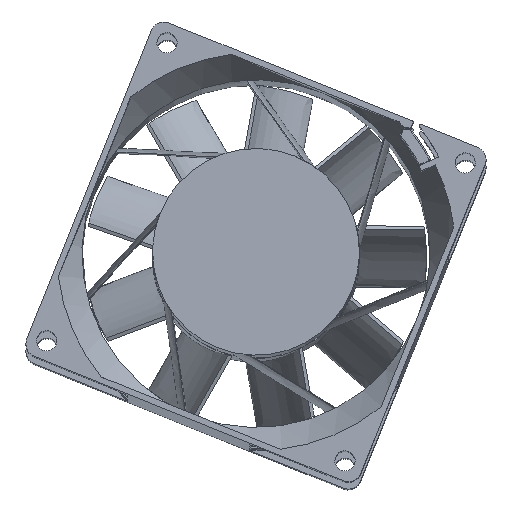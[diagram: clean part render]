
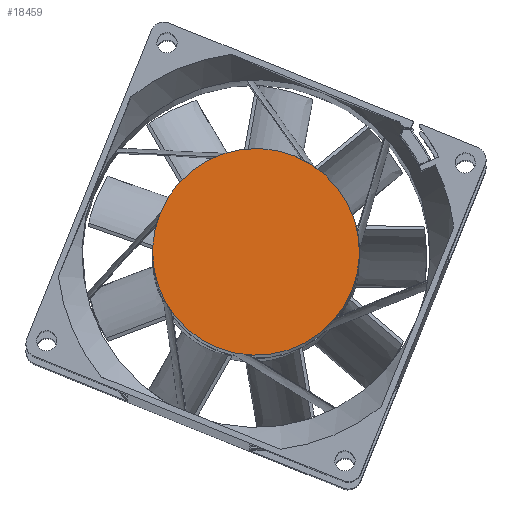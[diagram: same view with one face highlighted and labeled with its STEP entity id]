
A CAD part, front view. The second image highlights one B-rep face of the part: STEP entity #18459.
In plain terms, the highlighted face is planar.
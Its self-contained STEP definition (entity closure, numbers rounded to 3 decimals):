
#7868=CARTESIAN_POINT('',(0.,0.,-20.85));
#7869=DIRECTION('',(0.,0.,1.));
#7870=DIRECTION('',(-1.,0.,0.));
#7871=AXIS2_PLACEMENT_3D('',#7868,#7869,#7870);
#7873=CARTESIAN_POINT('',(0.,0.,-20.85));
#7874=DIRECTION('',(0.,0.,1.));
#7875=DIRECTION('',(1.,0.,0.));
#7876=AXIS2_PLACEMENT_3D('',#7873,#7874,#7875);
#9863=CARTESIAN_POINT('',(23.,0.,-20.85));
#9865=VERTEX_POINT('',#9863);
#9866=CARTESIAN_POINT('',(-23.,0.,-20.85));
#9867=VERTEX_POINT('',#9866);
#18450=CARTESIAN_POINT('',(0.,0.,-20.85));
#18451=DIRECTION('',(0.,0.,-1.));
#18452=DIRECTION('',(0.,-1.,0.));
#18453=AXIS2_PLACEMENT_3D('',#18450,#18451,#18452);
#18454=PLANE('',#18453);
#18455=ORIENTED_EDGE('',*,*,#18266,.T.);
#18456=ORIENTED_EDGE('',*,*,#18427,.T.);
#18457=EDGE_LOOP('',(#18455,#18456));
#18458=FACE_OUTER_BOUND('',#18457,.F.);
#7872=CIRCLE('',#7871,23.);
#7877=CIRCLE('',#7876,23.);
#18266=EDGE_CURVE('',#9867,#9865,#7872,.T.);
#18427=EDGE_CURVE('',#9865,#9867,#7877,.T.);
#18459=ADVANCED_FACE('',(#18458),#18454,.T.);
